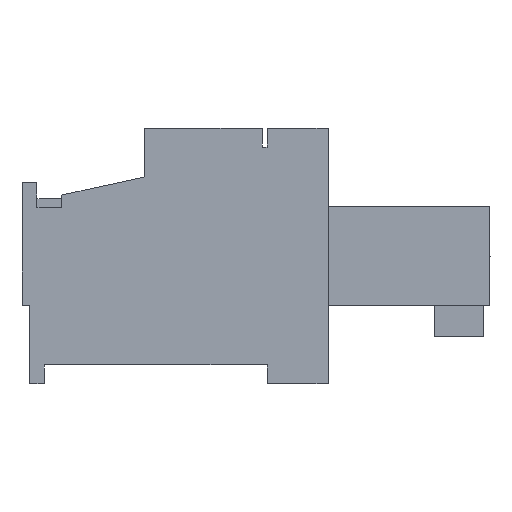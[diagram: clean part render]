
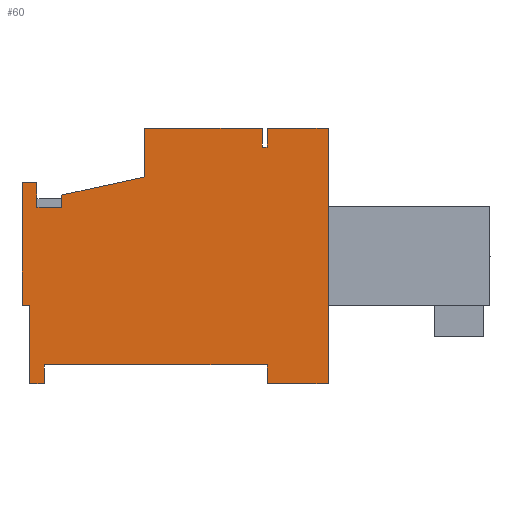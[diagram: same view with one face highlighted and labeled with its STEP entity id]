
A CAD part, left-side view. The second image highlights one B-rep face of the part: STEP entity #60.
In plain terms, the highlighted planar face has unit normal (-1, 0, 0).
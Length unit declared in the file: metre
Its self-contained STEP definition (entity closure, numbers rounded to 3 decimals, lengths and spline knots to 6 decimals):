
#60 = ADVANCED_FACE( '', ( #445 ), #446, .F. );
#445 = FACE_OUTER_BOUND( '', #1217, .T. );
#446 = PLANE( '', #1218 );
#1217 = EDGE_LOOP( '', ( #2066, #2067, #2068, #2069, #2070, #2071, #2072, #2073, #2074, #2075, #2076, #2077, #2078, #2079, #2080, #2081, #2082, #2083, #2084, #2085 ) );
#1218 = AXIS2_PLACEMENT_3D( '', #2086, #2087, #2088 );
#2066 = ORIENTED_EDGE( '', *, *, #4982, .F. );
#2067 = ORIENTED_EDGE( '', *, *, #4983, .F. );
#2068 = ORIENTED_EDGE( '', *, *, #4984, .F. );
#2069 = ORIENTED_EDGE( '', *, *, #4985, .F. );
#2070 = ORIENTED_EDGE( '', *, *, #4986, .F. );
#2071 = ORIENTED_EDGE( '', *, *, #4987, .F. );
#2072 = ORIENTED_EDGE( '', *, *, #4988, .F. );
#2073 = ORIENTED_EDGE( '', *, *, #4989, .F. );
#2074 = ORIENTED_EDGE( '', *, *, #4990, .F. );
#2075 = ORIENTED_EDGE( '', *, *, #4991, .F. );
#2076 = ORIENTED_EDGE( '', *, *, #4992, .F. );
#2077 = ORIENTED_EDGE( '', *, *, #4993, .F. );
#2078 = ORIENTED_EDGE( '', *, *, #4994, .F. );
#2079 = ORIENTED_EDGE( '', *, *, #4995, .F. );
#2080 = ORIENTED_EDGE( '', *, *, #4996, .F. );
#2081 = ORIENTED_EDGE( '', *, *, #4997, .T. );
#2082 = ORIENTED_EDGE( '', *, *, #4998, .F. );
#2083 = ORIENTED_EDGE( '', *, *, #4999, .T. );
#2084 = ORIENTED_EDGE( '', *, *, #5000, .F. );
#2085 = ORIENTED_EDGE( '', *, *, #5001, .F. );
#2086 = CARTESIAN_POINT( '', ( -0.011049, 0., 0. ) );
#2087 = DIRECTION( '', ( 1., 0., 0. ) );
#2088 = DIRECTION( '', ( 0., 1., 0. ) );
#4982 = EDGE_CURVE( '', #5980, #5981, #5982, .T. );
#4983 = EDGE_CURVE( '', #5983, #5980, #5984, .T. );
#4984 = EDGE_CURVE( '', #5985, #5983, #5986, .T. );
#4985 = EDGE_CURVE( '', #5987, #5985, #5988, .T. );
#4986 = EDGE_CURVE( '', #5989, #5987, #5990, .T. );
#4987 = EDGE_CURVE( '', #5991, #5989, #5992, .T. );
#4988 = EDGE_CURVE( '', #5993, #5991, #5994, .T. );
#4989 = EDGE_CURVE( '', #5995, #5993, #5996, .T. );
#4990 = EDGE_CURVE( '', #5997, #5995, #5998, .T. );
#4991 = EDGE_CURVE( '', #5999, #5997, #6000, .T. );
#4992 = EDGE_CURVE( '', #6001, #5999, #6002, .T. );
#4993 = EDGE_CURVE( '', #6003, #6001, #6004, .T. );
#4994 = EDGE_CURVE( '', #6005, #6003, #6006, .T. );
#4995 = EDGE_CURVE( '', #6007, #6005, #6008, .T. );
#4996 = EDGE_CURVE( '', #6009, #6007, #6010, .T. );
#4997 = EDGE_CURVE( '', #6009, #6011, #6012, .T. );
#4998 = EDGE_CURVE( '', #6013, #6011, #6014, .T. );
#4999 = EDGE_CURVE( '', #6013, #6015, #6016, .T. );
#5000 = EDGE_CURVE( '', #6017, #6015, #6018, .T. );
#5001 = EDGE_CURVE( '', #5981, #6017, #6019, .T. );
#5980 = VERTEX_POINT( '', #7745 );
#5981 = VERTEX_POINT( '', #7746 );
#5982 = LINE( '', #7747, #7748 );
#5983 = VERTEX_POINT( '', #7749 );
#5984 = LINE( '', #7750, #7751 );
#5985 = VERTEX_POINT( '', #7752 );
#5986 = LINE( '', #7753, #7754 );
#5987 = VERTEX_POINT( '', #7755 );
#5988 = LINE( '', #7756, #7757 );
#5989 = VERTEX_POINT( '', #7758 );
#5990 = LINE( '', #7759, #7760 );
#5991 = VERTEX_POINT( '', #7761 );
#5992 = LINE( '', #7762, #7763 );
#5993 = VERTEX_POINT( '', #7764 );
#5994 = LINE( '', #7765, #7766 );
#5995 = VERTEX_POINT( '', #7767 );
#5996 = LINE( '', #7768, #7769 );
#5997 = VERTEX_POINT( '', #7770 );
#5998 = LINE( '', #7771, #7772 );
#5999 = VERTEX_POINT( '', #7773 );
#6000 = LINE( '', #7774, #7775 );
#6001 = VERTEX_POINT( '', #7776 );
#6002 = LINE( '', #7777, #7778 );
#6003 = VERTEX_POINT( '', #7779 );
#6004 = LINE( '', #7780, #7781 );
#6005 = VERTEX_POINT( '', #7782 );
#6006 = LINE( '', #7783, #7784 );
#6007 = VERTEX_POINT( '', #7785 );
#6008 = LINE( '', #7786, #7787 );
#6009 = VERTEX_POINT( '', #7788 );
#6010 = LINE( '', #7789, #7790 );
#6011 = VERTEX_POINT( '', #7791 );
#6012 = LINE( '', #7792, #7793 );
#6013 = VERTEX_POINT( '', #7794 );
#6014 = LINE( '', #7795, #7796 );
#6015 = VERTEX_POINT( '', #7797 );
#6016 = LINE( '', #7798, #7799 );
#6017 = VERTEX_POINT( '', #7800 );
#6018 = LINE( '', #7801, #7802 );
#6019 = LINE( '', #7803, #7804 );
#7745 = CARTESIAN_POINT( '', ( -0.011049, 0.002692, 0.005207 ) );
#7746 = CARTESIAN_POINT( '', ( -0.011049, 0.002692, 0.004445 ) );
#7747 = CARTESIAN_POINT( '', ( -0.011049, 0.002692, 0.005207 ) );
#7748 = VECTOR( '', #10228, 1. );
#7749 = CARTESIAN_POINT( '', ( -0.011049, 0.007493, 0.005207 ) );
#7750 = CARTESIAN_POINT( '', ( -0.011049, 0.007493, 0.005207 ) );
#7751 = VECTOR( '', #10229, 1. );
#7752 = CARTESIAN_POINT( '', ( -0.011049, 0.007493, 0.003226 ) );
#7753 = CARTESIAN_POINT( '', ( -0.011049, 0.007493, 0.003226 ) );
#7754 = VECTOR( '', #10230, 1. );
#7755 = CARTESIAN_POINT( '', ( -0.011049, 0.010871, 0.002489 ) );
#7756 = CARTESIAN_POINT( '', ( -0.011049, 0.010871, 0.002489 ) );
#7757 = VECTOR( '', #10231, 1. );
#7758 = CARTESIAN_POINT( '', ( -0.011049, 0.010871, 0.001981 ) );
#7759 = CARTESIAN_POINT( '', ( -0.011049, 0.010871, 0.001981 ) );
#7760 = VECTOR( '', #10232, 1. );
#7761 = CARTESIAN_POINT( '', ( -0.011049, 0.011887, 0.001981 ) );
#7762 = CARTESIAN_POINT( '', ( -0.011049, 0.011887, 0.001981 ) );
#7763 = VECTOR( '', #10233, 1. );
#7764 = CARTESIAN_POINT( '', ( -0.011049, 0.011887, 0.002997 ) );
#7765 = CARTESIAN_POINT( '', ( -0.011049, 0.011887, 0.002997 ) );
#7766 = VECTOR( '', #10234, 1. );
#7767 = CARTESIAN_POINT( '', ( -0.011049, 0.012497, 0.002997 ) );
#7768 = CARTESIAN_POINT( '', ( -0.011049, 0.012497, 0.002997 ) );
#7769 = VECTOR( '', #10235, 1. );
#7770 = CARTESIAN_POINT( '', ( -0.011049, 0.012497, -0.002007 ) );
#7771 = CARTESIAN_POINT( '', ( -0.011049, 0.012497, -0.002007 ) );
#7772 = VECTOR( '', #10236, 1. );
#7773 = CARTESIAN_POINT( '', ( -0.011049, 0.012192, -0.002007 ) );
#7774 = CARTESIAN_POINT( '', ( -0.011049, 0.012192, -0.002007 ) );
#7775 = VECTOR( '', #10237, 1. );
#7776 = CARTESIAN_POINT( '', ( -0.011049, 0.012192, -0.005207 ) );
#7777 = CARTESIAN_POINT( '', ( -0.011049, 0.012192, -0.005207 ) );
#7778 = VECTOR( '', #10238, 1. );
#7779 = CARTESIAN_POINT( '', ( -0.011049, 0.011582, -0.005207 ) );
#7780 = CARTESIAN_POINT( '', ( -0.011049, 0.011582, -0.005207 ) );
#7781 = VECTOR( '', #10239, 1. );
#7782 = CARTESIAN_POINT( '', ( -0.011049, 0.011582, -0.004445 ) );
#7783 = CARTESIAN_POINT( '', ( -0.011049, 0.011582, -0.004445 ) );
#7784 = VECTOR( '', #10240, 1. );
#7785 = CARTESIAN_POINT( '', ( -0.011049, 0.002489, -0.004445 ) );
#7786 = CARTESIAN_POINT( '', ( -0.011049, 0.002489, -0.004445 ) );
#7787 = VECTOR( '', #10241, 1. );
#7788 = CARTESIAN_POINT( '', ( -0.011049, 0.002489, -0.005207 ) );
#7789 = CARTESIAN_POINT( '', ( -0.011049, 0.002489, -0.005207 ) );
#7790 = VECTOR( '', #10242, 1. );
#7791 = CARTESIAN_POINT( '', ( -0.011049, 0., -0.005207 ) );
#7792 = CARTESIAN_POINT( '', ( -0.011049, 0.002489, -0.005207 ) );
#7793 = VECTOR( '', #10243, 1. );
#7794 = CARTESIAN_POINT( '', ( -0.011049, 0., 0.005207 ) );
#7795 = CARTESIAN_POINT( '', ( -0.011049, 0., 0.005207 ) );
#7796 = VECTOR( '', #10244, 1. );
#7797 = CARTESIAN_POINT( '', ( -0.011049, 0.002489, 0.005207 ) );
#7798 = CARTESIAN_POINT( '', ( -0.011049, 0., 0.005207 ) );
#7799 = VECTOR( '', #10245, 1. );
#7800 = CARTESIAN_POINT( '', ( -0.011049, 0.002489, 0.004445 ) );
#7801 = CARTESIAN_POINT( '', ( -0.011049, 0.002489, 0.004445 ) );
#7802 = VECTOR( '', #10246, 1. );
#7803 = CARTESIAN_POINT( '', ( -0.011049, 0.002692, 0.004445 ) );
#7804 = VECTOR( '', #10247, 1. );
#10228 = DIRECTION( '', ( 0., 0., -1. ) );
#10229 = DIRECTION( '', ( 0., -1., 0. ) );
#10230 = DIRECTION( '', ( 0., 0., 1. ) );
#10231 = DIRECTION( '', ( 0., -0.977, 0.213 ) );
#10232 = DIRECTION( '', ( 0., 0., 1. ) );
#10233 = DIRECTION( '', ( 0., -1., 0. ) );
#10234 = DIRECTION( '', ( 0., 0., -1. ) );
#10235 = DIRECTION( '', ( 0., -1., 0. ) );
#10236 = DIRECTION( '', ( 0., 0., 1. ) );
#10237 = DIRECTION( '', ( 0., 1., 0. ) );
#10238 = DIRECTION( '', ( 0., 0., 1. ) );
#10239 = DIRECTION( '', ( 0., 1., 0. ) );
#10240 = DIRECTION( '', ( 0., 0., -1. ) );
#10241 = DIRECTION( '', ( 0., 1., 0. ) );
#10242 = DIRECTION( '', ( 0., 0., 1. ) );
#10243 = DIRECTION( '', ( 0., -1., 0. ) );
#10244 = DIRECTION( '', ( 0., 0., -1. ) );
#10245 = DIRECTION( '', ( 0., 1., 0. ) );
#10246 = DIRECTION( '', ( 0., 0., 1. ) );
#10247 = DIRECTION( '', ( 0., -1., 0. ) );
